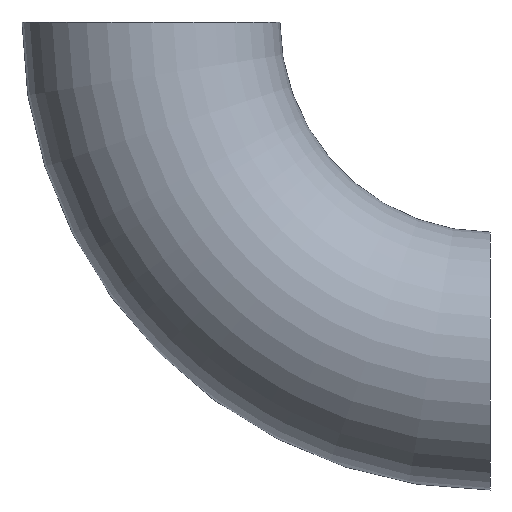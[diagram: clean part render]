
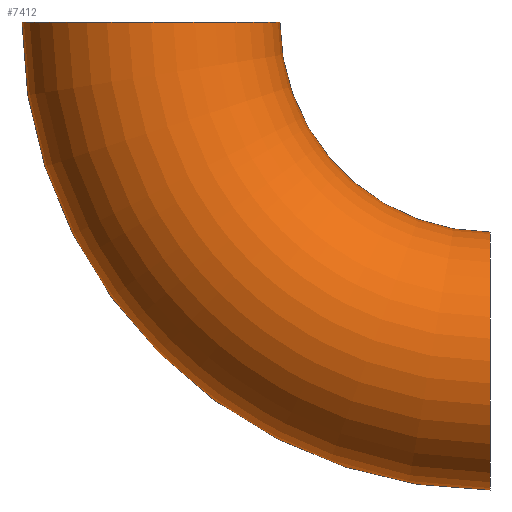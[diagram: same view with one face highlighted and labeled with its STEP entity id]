
A CAD part, left-side view. The second image highlights one B-rep face of the part: STEP entity #7412.
In plain terms, the highlighted toroidal (fillet/blend) face has major radius 28 mm and minor radius 10.65 mm.
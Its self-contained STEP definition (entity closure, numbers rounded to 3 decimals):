
#637 = AXIS2_PLACEMENT_3D ( 'NONE', #10890, #7199, #10926 ) ;
#697 = TOROIDAL_SURFACE ( 'NONE', #6201, 28., 10.65 ) ;
#1245 = DIRECTION ( 'NONE',  ( 0., -1., 0. ) ) ;
#1275 = CIRCLE ( 'NONE', #9707, 17.35 ) ;
#1646 = ORIENTED_EDGE ( 'NONE', *, *, #8004, .F. ) ;
#1652 = DIRECTION ( 'NONE',  ( 0., 0., 1. ) ) ;
#1827 = CIRCLE ( 'NONE', #637, 38.65 ) ;
#2101 = CIRCLE ( 'NONE', #9025, 10.65 ) ;
#2954 = CARTESIAN_POINT ( 'NONE',  ( 0., 0., -17.35 ) ) ;
#3009 = VERTEX_POINT ( 'NONE', #11032 ) ;
#4400 = CARTESIAN_POINT ( 'NONE',  ( 0., 0., 0. ) ) ;
#4454 = VERTEX_POINT ( 'NONE', #10650 ) ;
#5103 = VERTEX_POINT ( 'NONE', #9790 ) ;
#5822 = ORIENTED_EDGE ( 'NONE', *, *, #9227, .T. ) ;
#6201 = AXIS2_PLACEMENT_3D ( 'NONE', #4400, #11819, #10876 ) ;
#6311 = DIRECTION ( 'NONE',  ( 0., 1., 0. ) ) ;
#6793 = ORIENTED_EDGE ( 'NONE', *, *, #10405, .F. ) ;
#6894 = FACE_OUTER_BOUND ( 'NONE', #11784, .T. ) ;
#7071 = VERTEX_POINT ( 'NONE', #2954 ) ;
#7199 = DIRECTION ( 'NONE',  ( -1., 0., 0. ) ) ;
#7285 = CARTESIAN_POINT ( 'NONE',  ( 0., 0., -28. ) ) ;
#7412 = ADVANCED_FACE ( 'NONE', ( #6894 ), #697, .T. ) ;
#7674 = EDGE_CURVE ( 'NONE', #3009, #7071, #8063, .T. ) ;
#7750 = ORIENTED_EDGE ( 'NONE', *, *, #7674, .T. ) ;
#8004 = EDGE_CURVE ( 'NONE', #4454, #7071, #1275, .T. ) ;
#8063 = CIRCLE ( 'NONE', #10091, 10.65 ) ;
#9025 = AXIS2_PLACEMENT_3D ( 'NONE', #11427, #10778, #1245 ) ;
#9158 = CARTESIAN_POINT ( 'NONE',  ( 0., 0., 0. ) ) ;
#9227 = EDGE_CURVE ( 'NONE', #5103, #3009, #1827, .T. ) ;
#9707 = AXIS2_PLACEMENT_3D ( 'NONE', #9158, #11869, #1652 ) ;
#9790 = CARTESIAN_POINT ( 'NONE',  ( 0., 38.65, 0. ) ) ;
#10091 = AXIS2_PLACEMENT_3D ( 'NONE', #7285, #6311, #10976 ) ;
#10405 = EDGE_CURVE ( 'NONE', #5103, #4454, #2101, .T. ) ;
#10650 = CARTESIAN_POINT ( 'NONE',  ( 0., 17.35, 0. ) ) ;
#10778 = DIRECTION ( 'NONE',  ( 0., 0., 1. ) ) ;
#10876 = DIRECTION ( 'NONE',  ( 0., 0., 1. ) ) ;
#10890 = CARTESIAN_POINT ( 'NONE',  ( 0., 0., 0. ) ) ;
#10926 = DIRECTION ( 'NONE',  ( 0., 0., 1. ) ) ;
#10976 = DIRECTION ( 'NONE',  ( 0., 0., 1. ) ) ;
#11032 = CARTESIAN_POINT ( 'NONE',  ( 0., 0., -38.65 ) ) ;
#11427 = CARTESIAN_POINT ( 'NONE',  ( 0., 28., 0. ) ) ;
#11784 = EDGE_LOOP ( 'NONE', ( #6793, #5822, #7750, #1646 ) ) ;
#11819 = DIRECTION ( 'NONE',  ( -1., 0., 0. ) ) ;
#11869 = DIRECTION ( 'NONE',  ( -1., 0., 0. ) ) ;
